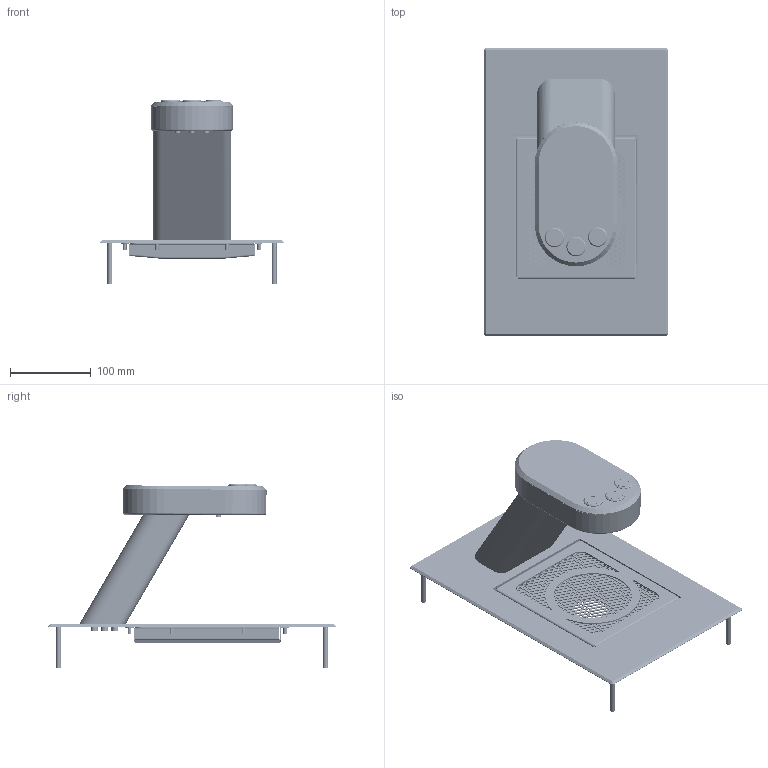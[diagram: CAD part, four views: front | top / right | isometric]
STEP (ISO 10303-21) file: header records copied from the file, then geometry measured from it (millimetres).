
FILE_DESCRIPTION(/* description */ ('Alibre Inc.'),/* implementation_level */ '2;1');
FILE_NAME(/* name */ 'export0',/* time_stamp */ '2022-05-17T13:57:10-07:00',/* author */ (''),/* organization */ (''),/* preprocessor_version */ 'ST-DEVELOPER v14',/* originating_system */ 'Alibre',/* authorisation */ '');
FILE_SCHEMA (('CONFIG_CONTROL_DESIGN'));
Length unit declared in the file: centimetre
Products named in the file (14): ID_1; ID_2; ID_3; ID_4; ID_5; ID_6; ID_7; ID_8; ID_9; ID_10; ID_11
Bounding box: 228.6 x 355.6 x 227.85 mm (x, y, z)
Volume: 832981.8 mm3; surface area: 474798.8 mm2
Topology: 25 solids, 25 shells, 2039 faces, 5668 edges, 3751 vertices
Faces by surface type: bspline 1288, plane 498, cylinder 242, cone 9, torus 2
Full cylindrical faces by diameter (mm): 4.496 x20, 4.5 x6, 5 x12, 5.077 x1, 5.078 x1, 5.08 x24, 5.088 x2, 6 x4, 6.345 x3, 6.604 x8, 7.112 x3, 7.62 x2, 8.73 x12, 8.8 x2, 9.652 x4, 13 x3, 18.714 x3, 19.05 x3, 22 x6, 24 x3, 41.148 x1, 96.52 x1
Entity records: 71170 total; most frequent: CARTESIAN_POINT 35932, ORIENTED_EDGE 10412, EDGE_CURVE 5206, VERTEX_POINT 3491, EDGE_LOOP 3213, FACE_BOUND 3213, DIRECTION 2426, ADVANCED_FACE 1868
